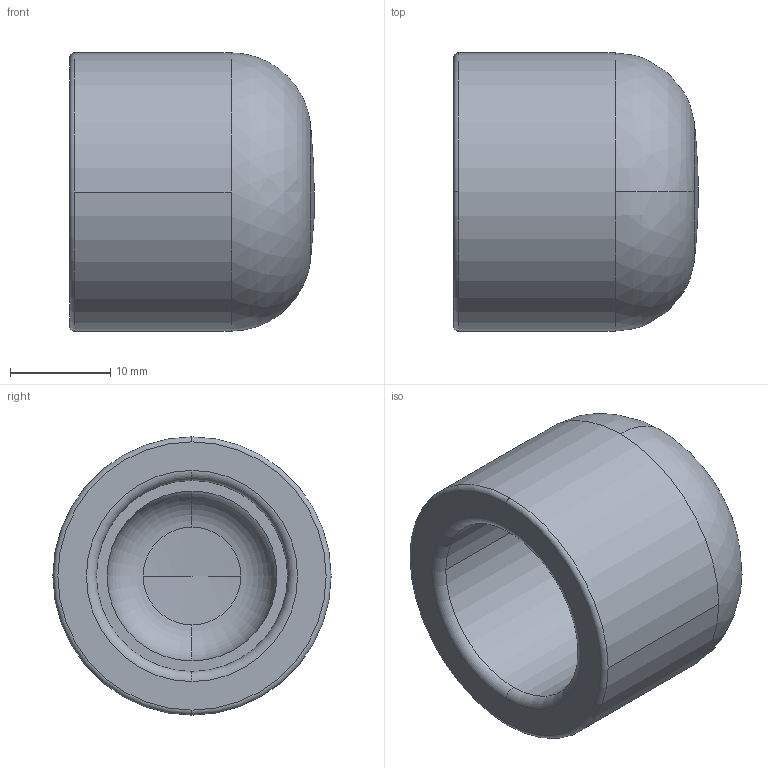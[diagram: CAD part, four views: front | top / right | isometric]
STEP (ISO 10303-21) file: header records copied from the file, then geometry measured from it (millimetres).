
FILE_DESCRIPTION(('STEP AP214'),'1');
FILE_NAME('cim020.stp','2018-02-12T14:04:39',('TraceParts'),('TraceParts S.A.'),'Spatial InterOp 3D',' ',' ');
FILE_SCHEMA(('automotive_design'));
Length unit declared in the file: millimetre
Products named in the file (1): cim020
Bounding box: 24.45 x 27.8 x 27.8 mm (x, y, z)
Volume: 8318.5 mm3; surface area: 4012.5 mm2
Topology: 1 solids, 1 shells, 17 faces, 46 edges, 31 vertices
Faces by surface type: torus 6, cylinder 4, sphere 3, bspline 2, plane 2
Entity records: 758 total; most frequent: CARTESIAN_POINT 149, DIRECTION 112, ORIENTED_EDGE 88, AXIS2_PLACEMENT_3D 54, EDGE_CURVE 44, CIRCLE 38, VERTEX_POINT 31, EDGE_LOOP 19
